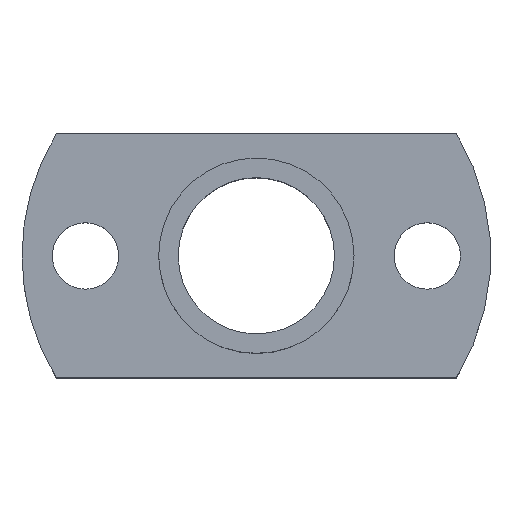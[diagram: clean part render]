
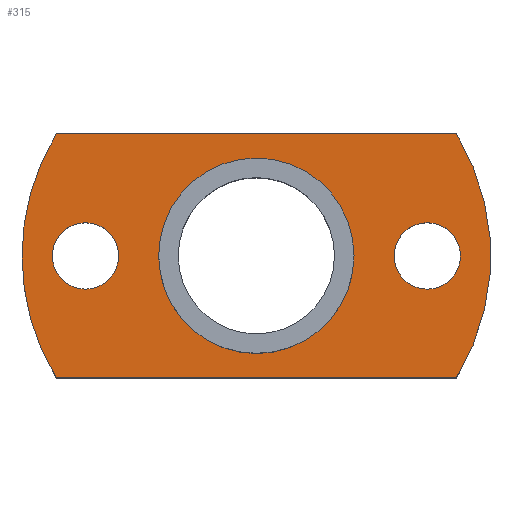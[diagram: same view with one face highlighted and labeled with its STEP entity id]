
A CAD part, top view. The second image highlights one B-rep face of the part: STEP entity #315.
In plain terms, the highlighted planar face has unit normal (0, 0, 1).
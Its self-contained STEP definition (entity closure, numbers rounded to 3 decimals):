
#2 = EDGE_CURVE ( 'NONE', #490, #697, #365, .T. ) ;
#3 = DIRECTION ( 'NONE',  ( -1., 0., 0. ) ) ;
#12 = DIRECTION ( 'NONE',  ( 0., 0., -1. ) ) ;
#13 = EDGE_CURVE ( 'NONE', #421, #100, #403, .T. ) ;
#14 = AXIS2_PLACEMENT_3D ( 'NONE', #566, #401, #239 ) ;
#15 = AXIS2_PLACEMENT_3D ( 'NONE', #60, #301, #74 ) ;
#17 = DIRECTION ( 'NONE',  ( 0., 0., 1. ) ) ;
#22 = CARTESIAN_POINT ( 'NONE',  ( -10.244, -6.25, 5. ) ) ;
#26 = CARTESIAN_POINT ( 'NONE',  ( -7.05, 0., 5. ) ) ;
#27 = AXIS2_PLACEMENT_3D ( 'NONE', #216, #51, #699 ) ;
#35 = ORIENTED_EDGE ( 'NONE', *, *, #13, .T. ) ;
#37 = ORIENTED_EDGE ( 'NONE', *, *, #405, .T. ) ;
#42 = EDGE_LOOP ( 'NONE', ( #154, #528 ) ) ;
#44 = EDGE_CURVE ( 'NONE', #418, #389, #210, .T. ) ;
#51 = DIRECTION ( 'NONE',  ( 0., 0., 1. ) ) ;
#53 = CARTESIAN_POINT ( 'NONE',  ( 10.45, 0., 5. ) ) ;
#60 = CARTESIAN_POINT ( 'NONE',  ( 0., 0., 5. ) ) ;
#74 = DIRECTION ( 'NONE',  ( 1., 0., 0. ) ) ;
#78 = ORIENTED_EDGE ( 'NONE', *, *, #375, .T. ) ;
#85 = ORIENTED_EDGE ( 'NONE', *, *, #433, .T. ) ;
#100 = VERTEX_POINT ( 'NONE', #615 ) ;
#107 = CARTESIAN_POINT ( 'NONE',  ( 10.244, -6.25, 5. ) ) ;
#109 = ORIENTED_EDGE ( 'NONE', *, *, #44, .T. ) ;
#118 = CARTESIAN_POINT ( 'NONE',  ( 0., 0., 5. ) ) ;
#136 = VERTEX_POINT ( 'NONE', #22 ) ;
#142 = CIRCLE ( 'NONE', #271, 1.7 ) ;
#149 = AXIS2_PLACEMENT_3D ( 'NONE', #313, #242, #527 ) ;
#151 = CARTESIAN_POINT ( 'NONE',  ( 0., 0., 5. ) ) ;
#154 = ORIENTED_EDGE ( 'NONE', *, *, #2, .T. ) ;
#167 = CARTESIAN_POINT ( 'NONE',  ( 7.05, 0., 5. ) ) ;
#177 = VECTOR ( 'NONE', #491, 1000. ) ;
#179 = DIRECTION ( 'NONE',  ( 0., 0., -1. ) ) ;
#208 = ORIENTED_EDGE ( 'NONE', *, *, #334, .F. ) ;
#210 = CIRCLE ( 'NONE', #14, 1.7 ) ;
#216 = CARTESIAN_POINT ( 'NONE',  ( 0., 0., 5. ) ) ;
#217 = EDGE_CURVE ( 'NONE', #525, #136, #351, .T. ) ;
#219 = CIRCLE ( 'NONE', #149, 1.7 ) ;
#223 = AXIS2_PLACEMENT_3D ( 'NONE', #151, #261, #318 ) ;
#230 = FACE_BOUND ( 'NONE', #274, .T. ) ;
#234 = AXIS2_PLACEMENT_3D ( 'NONE', #399, #610, #453 ) ;
#236 = EDGE_CURVE ( 'NONE', #377, #421, #492, .T. ) ;
#239 = DIRECTION ( 'NONE',  ( -1., 0., 0. ) ) ;
#242 = DIRECTION ( 'NONE',  ( 0., 0., -1. ) ) ;
#252 = CARTESIAN_POINT ( 'NONE',  ( 0., 0., 5. ) ) ;
#261 = DIRECTION ( 'NONE',  ( 0., 0., 1. ) ) ;
#271 = AXIS2_PLACEMENT_3D ( 'NONE', #604, #12, #3 ) ;
#274 = EDGE_LOOP ( 'NONE', ( #109, #78 ) ) ;
#287 = LINE ( 'NONE', #660, #177 ) ;
#301 = DIRECTION ( 'NONE',  ( 0., 0., 1. ) ) ;
#313 = CARTESIAN_POINT ( 'NONE',  ( -8.75, 0., 5. ) ) ;
#315 = ADVANCED_FACE ( 'NONE', ( #230, #498, #602, #340 ), #560, .F. ) ;
#317 = EDGE_LOOP ( 'NONE', ( #690, #35, #85, #366, #37 ) ) ;
#318 = DIRECTION ( 'NONE',  ( -1., 0., 0. ) ) ;
#334 = EDGE_CURVE ( 'NONE', #369, #628, #504, .T. ) ;
#340 = FACE_OUTER_BOUND ( 'NONE', #317, .T. ) ;
#346 = DIRECTION ( 'NONE',  ( 1., 0., 0. ) ) ;
#351 = CIRCLE ( 'NONE', #27, 12. ) ;
#365 = CIRCLE ( 'NONE', #374, 1.7 ) ;
#366 = ORIENTED_EDGE ( 'NONE', *, *, #217, .T. ) ;
#369 = VERTEX_POINT ( 'NONE', #607 ) ;
#374 = AXIS2_PLACEMENT_3D ( 'NONE', #569, #179, #611 ) ;
#375 = EDGE_CURVE ( 'NONE', #389, #418, #142, .T. ) ;
#377 = VERTEX_POINT ( 'NONE', #107 ) ;
#389 = VERTEX_POINT ( 'NONE', #53 ) ;
#399 = CARTESIAN_POINT ( 'NONE',  ( 0., 0., 5. ) ) ;
#401 = DIRECTION ( 'NONE',  ( 0., 0., -1. ) ) ;
#403 = LINE ( 'NONE', #664, #532 ) ;
#404 = DIRECTION ( 'NONE',  ( 1., 0., 0. ) ) ;
#405 = EDGE_CURVE ( 'NONE', #136, #377, #287, .T. ) ;
#418 = VERTEX_POINT ( 'NONE', #167 ) ;
#421 = VERTEX_POINT ( 'NONE', #552 ) ;
#433 = EDGE_CURVE ( 'NONE', #100, #525, #633, .T. ) ;
#441 = EDGE_LOOP ( 'NONE', ( #208, #534 ) ) ;
#453 = DIRECTION ( 'NONE',  ( -1., 0., 0. ) ) ;
#457 = DIRECTION ( 'NONE',  ( -1., 0., 0. ) ) ;
#465 = CARTESIAN_POINT ( 'NONE',  ( 5., 0., 5. ) ) ;
#482 = CIRCLE ( 'NONE', #675, 5. ) ;
#490 = VERTEX_POINT ( 'NONE', #570 ) ;
#491 = DIRECTION ( 'NONE',  ( 1., 0., 0. ) ) ;
#492 = CIRCLE ( 'NONE', #223, 12. ) ;
#498 = FACE_BOUND ( 'NONE', #42, .T. ) ;
#502 = DIRECTION ( 'NONE',  ( 0., 0., 1. ) ) ;
#504 = CIRCLE ( 'NONE', #674, 5. ) ;
#522 = EDGE_CURVE ( 'NONE', #628, #369, #482, .T. ) ;
#525 = VERTEX_POINT ( 'NONE', #616 ) ;
#527 = DIRECTION ( 'NONE',  ( -1., 0., 0. ) ) ;
#528 = ORIENTED_EDGE ( 'NONE', *, *, #642, .T. ) ;
#532 = VECTOR ( 'NONE', #457, 1000. ) ;
#534 = ORIENTED_EDGE ( 'NONE', *, *, #522, .F. ) ;
#552 = CARTESIAN_POINT ( 'NONE',  ( 10.244, 6.25, 5. ) ) ;
#560 = PLANE ( 'NONE',  #234 ) ;
#566 = CARTESIAN_POINT ( 'NONE',  ( 8.75, 0., 5. ) ) ;
#569 = CARTESIAN_POINT ( 'NONE',  ( -8.75, 0., 5. ) ) ;
#570 = CARTESIAN_POINT ( 'NONE',  ( -10.45, 0., 5. ) ) ;
#602 = FACE_BOUND ( 'NONE', #441, .T. ) ;
#604 = CARTESIAN_POINT ( 'NONE',  ( 8.75, 0., 5. ) ) ;
#607 = CARTESIAN_POINT ( 'NONE',  ( -5., 0., 5. ) ) ;
#610 = DIRECTION ( 'NONE',  ( 0., 0., -1. ) ) ;
#611 = DIRECTION ( 'NONE',  ( -1., 0., 0. ) ) ;
#615 = CARTESIAN_POINT ( 'NONE',  ( -10.244, 6.25, 5. ) ) ;
#616 = CARTESIAN_POINT ( 'NONE',  ( -12., 0., 5. ) ) ;
#628 = VERTEX_POINT ( 'NONE', #465 ) ;
#633 = CIRCLE ( 'NONE', #15, 12. ) ;
#642 = EDGE_CURVE ( 'NONE', #697, #490, #219, .T. ) ;
#660 = CARTESIAN_POINT ( 'NONE',  ( -10.244, -6.25, 5. ) ) ;
#664 = CARTESIAN_POINT ( 'NONE',  ( -10.244, 6.25, 5. ) ) ;
#674 = AXIS2_PLACEMENT_3D ( 'NONE', #118, #502, #346 ) ;
#675 = AXIS2_PLACEMENT_3D ( 'NONE', #252, #17, #404 ) ;
#690 = ORIENTED_EDGE ( 'NONE', *, *, #236, .T. ) ;
#697 = VERTEX_POINT ( 'NONE', #26 ) ;
#699 = DIRECTION ( 'NONE',  ( 1., 0., 0. ) ) ;
